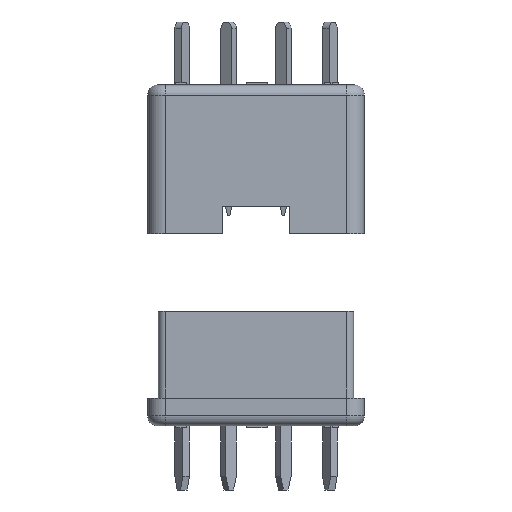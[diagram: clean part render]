
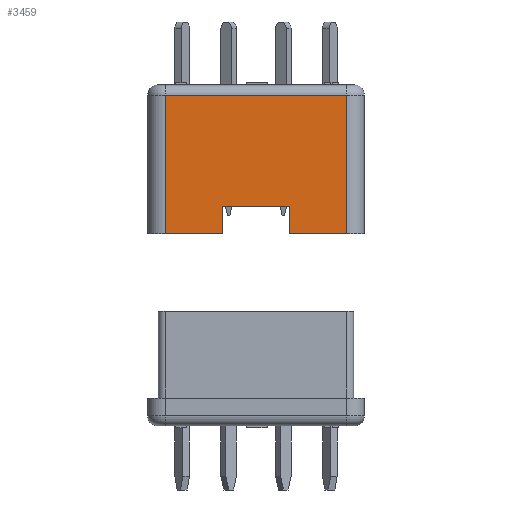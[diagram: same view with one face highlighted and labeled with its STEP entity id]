
A CAD part, front view. The second image highlights one B-rep face of the part: STEP entity #3459.
In plain terms, the highlighted face is planar.
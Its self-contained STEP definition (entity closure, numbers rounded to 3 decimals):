
#1297 = ORIENTED_EDGE ( 'NONE', *, *, #1931, .F. ) ;
#1298 = ORIENTED_EDGE ( 'NONE', *, *, #1993, .F. ) ;
#1299 = ORIENTED_EDGE ( 'NONE', *, *, #1992, .F. ) ;
#1300 = ORIENTED_EDGE ( 'NONE', *, *, #1994, .T. ) ;
#1301 = ORIENTED_EDGE ( 'NONE', *, *, #1995, .F. ) ;
#1302 = ORIENTED_EDGE ( 'NONE', *, *, #1996, .T. ) ;
#1303 = ORIENTED_EDGE ( 'NONE', *, *, #1997, .T. ) ;
#1304 = ORIENTED_EDGE ( 'NONE', *, *, #1998, .T. ) ;
#1356 = VERTEX_POINT ( 'NONE', #7350 ) ;
#1358 = VERTEX_POINT ( 'NONE', #7348 ) ;
#1448 = VERTEX_POINT ( 'NONE', #7734 ) ;
#1449 = VERTEX_POINT ( 'NONE', #7733 ) ;
#1450 = VERTEX_POINT ( 'NONE', #7732 ) ;
#1451 = VERTEX_POINT ( 'NONE', #7731 ) ;
#1452 = VERTEX_POINT ( 'NONE', #7730 ) ;
#1453 = VERTEX_POINT ( 'NONE', #7729 ) ;
#1931 = EDGE_CURVE ( 'NONE', #1356, #1358, #11711, .T. ) ;
#1992 = EDGE_CURVE ( 'NONE', #1448, #1356, #11764, .T. ) ;
#1993 = EDGE_CURVE ( 'NONE', #1449, #1448, #11765, .T. ) ;
#1994 = EDGE_CURVE ( 'NONE', #1449, #1450, #11766, .T. ) ;
#1995 = EDGE_CURVE ( 'NONE', #1451, #1450, #11767, .T. ) ;
#1996 = EDGE_CURVE ( 'NONE', #1451, #1452, #11768, .T. ) ;
#1997 = EDGE_CURVE ( 'NONE', #1452, #1453, #11769, .T. ) ;
#1998 = EDGE_CURVE ( 'NONE', #1453, #1358, #11770, .T. ) ;
#3459 = ADVANCED_FACE ( 'NONE', ( #8150 ), #9891, .F. ) ;
#4362 = DIRECTION ( 'NONE',  ( 0., 1., 0. ) ) ;
#4363 = CARTESIAN_POINT ( 'NONE',  ( 6.635, 10.9, 3.445 ) ) ;
#4365 = DIRECTION ( 'NONE',  ( 1., 0., 0. ) ) ;
#4367 = CARTESIAN_POINT ( 'NONE',  ( -7.935, 0.75, 3.445 ) ) ;
#4368 = DIRECTION ( 'NONE',  ( 0., -1., 0. ) ) ;
#4369 = CARTESIAN_POINT ( 'NONE',  ( -6.635, 10.9, 3.445 ) ) ;
#4371 = DIRECTION ( 'NONE',  ( 1., 0., 0. ) ) ;
#4373 = CARTESIAN_POINT ( 'NONE',  ( -7.935, 10.9, 3.445 ) ) ;
#4375 = DIRECTION ( 'NONE',  ( 0., 1., 0. ) ) ;
#4376 = CARTESIAN_POINT ( 'NONE',  ( -2.465, 8.9, 3.445 ) ) ;
#4378 = DIRECTION ( 'NONE',  ( 1., 0., 0. ) ) ;
#4379 = CARTESIAN_POINT ( 'NONE',  ( -2.465, 8.9, 3.445 ) ) ;
#4381 = DIRECTION ( 'NONE',  ( 0., 1., 0. ) ) ;
#4382 = CARTESIAN_POINT ( 'NONE',  ( 2.465, 8.9, 3.445 ) ) ;
#4560 = DIRECTION ( 'NONE',  ( 1., 0., 0. ) ) ;
#4561 = CARTESIAN_POINT ( 'NONE',  ( -7.935, 10.9, 3.445 ) ) ;
#5055 = EDGE_LOOP ( 'NONE', ( #1297, #1299, #1298, #1300, #1301, #1302, #1303, #1304 ) ) ;
#5907 = AXIS2_PLACEMENT_3D ( 'NONE', #9892, #9893, #9894 ) ;
#6232 = VECTOR ( 'NONE', #4362, 1000. ) ;
#6233 = VECTOR ( 'NONE', #4365, 1000. ) ;
#6237 = VECTOR ( 'NONE', #4368, 1000. ) ;
#6242 = VECTOR ( 'NONE', #4371, 1000. ) ;
#6244 = VECTOR ( 'NONE', #4375, 1000. ) ;
#6246 = VECTOR ( 'NONE', #4378, 1000. ) ;
#6250 = VECTOR ( 'NONE', #4381, 1000. ) ;
#6461 = VECTOR ( 'NONE', #4560, 1000. ) ;
#7348 = CARTESIAN_POINT ( 'NONE',  ( 6.635, 10.9, 3.445 ) ) ;
#7350 = CARTESIAN_POINT ( 'NONE',  ( 2.465, 10.9, 3.445 ) ) ;
#7729 = CARTESIAN_POINT ( 'NONE',  ( 6.635, 0.75, 3.445 ) ) ;
#7730 = CARTESIAN_POINT ( 'NONE',  ( -6.635, 0.75, 3.445 ) ) ;
#7731 = CARTESIAN_POINT ( 'NONE',  ( -6.635, 10.9, 3.445 ) ) ;
#7732 = CARTESIAN_POINT ( 'NONE',  ( -2.465, 10.9, 3.445 ) ) ;
#7733 = CARTESIAN_POINT ( 'NONE',  ( -2.465, 8.9, 3.445 ) ) ;
#7734 = CARTESIAN_POINT ( 'NONE',  ( 2.465, 8.9, 3.445 ) ) ;
#8150 = FACE_OUTER_BOUND ( 'NONE', #5055, .T. ) ;
#9891 = PLANE ( 'NONE',  #5907 ) ;
#9892 = CARTESIAN_POINT ( 'NONE',  ( -7.935, 10.9, 3.445 ) ) ;
#9893 = DIRECTION ( 'NONE',  ( 0., 0., -1. ) ) ;
#9894 = DIRECTION ( 'NONE',  ( -1., 0., 0. ) ) ;
#11711 = LINE ( 'NONE', #4561, #6461 ) ;
#11764 = LINE ( 'NONE', #4382, #6250 ) ;
#11765 = LINE ( 'NONE', #4379, #6246 ) ;
#11766 = LINE ( 'NONE', #4376, #6244 ) ;
#11767 = LINE ( 'NONE', #4373, #6242 ) ;
#11768 = LINE ( 'NONE', #4369, #6237 ) ;
#11769 = LINE ( 'NONE', #4367, #6233 ) ;
#11770 = LINE ( 'NONE', #4363, #6232 ) ;
